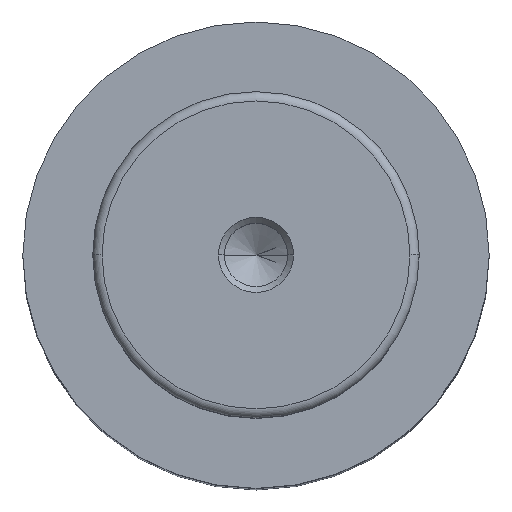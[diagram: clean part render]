
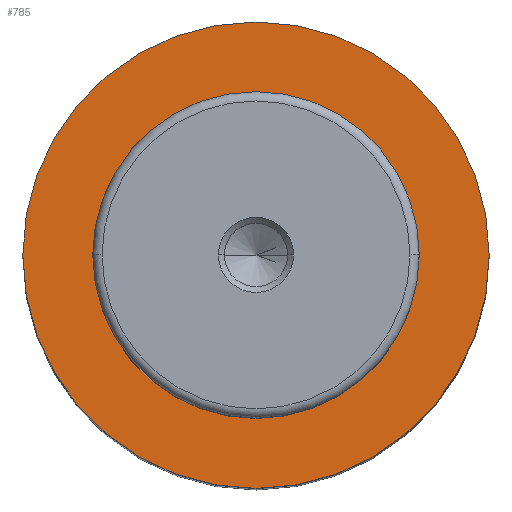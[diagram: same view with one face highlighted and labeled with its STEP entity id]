
A CAD part, top view. The second image highlights one B-rep face of the part: STEP entity #785.
In plain terms, the highlighted planar face has unit normal (0, 0, 1).
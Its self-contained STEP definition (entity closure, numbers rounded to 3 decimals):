
#71 = AXIS2_PLACEMENT_3D ( 'NONE', #133, #499, #771 ) ;
#82 = CARTESIAN_POINT ( 'NONE',  ( -25., 0., 97. ) ) ;
#125 = VERTEX_POINT ( 'NONE', #82 ) ;
#127 = DIRECTION ( 'NONE',  ( 0., 0., -1. ) ) ;
#133 = CARTESIAN_POINT ( 'NONE',  ( -17.5, 0., 97. ) ) ;
#162 = FACE_OUTER_BOUND ( 'NONE', #995, .T. ) ;
#167 = ORIENTED_EDGE ( 'NONE', *, *, #967, .T. ) ;
#199 = DIRECTION ( 'NONE',  ( 0., 0., -1. ) ) ;
#236 = EDGE_CURVE ( 'NONE', #125, #248, #872, .T. ) ;
#248 = VERTEX_POINT ( 'NONE', #828 ) ;
#270 = CIRCLE ( 'NONE', #389, 17.5 ) ;
#289 = FACE_BOUND ( 'NONE', #648, .T. ) ;
#312 = ORIENTED_EDGE ( 'NONE', *, *, #236, .F. ) ;
#325 = PLANE ( 'NONE',  #71 ) ;
#330 = DIRECTION ( 'NONE',  ( 0., 0., -1. ) ) ;
#389 = AXIS2_PLACEMENT_3D ( 'NONE', #1163, #330, #981 ) ;
#409 = DIRECTION ( 'NONE',  ( -1., 0., 0. ) ) ;
#416 = AXIS2_PLACEMENT_3D ( 'NONE', #622, #993, #1173 ) ;
#499 = DIRECTION ( 'NONE',  ( 0., 0., 1. ) ) ;
#573 = DIRECTION ( 'NONE',  ( -1., 0., 0. ) ) ;
#592 = CARTESIAN_POINT ( 'NONE',  ( 0., 0., 97. ) ) ;
#622 = CARTESIAN_POINT ( 'NONE',  ( 0., 0., 97. ) ) ;
#648 = EDGE_LOOP ( 'NONE', ( #167, #961 ) ) ;
#699 = CIRCLE ( 'NONE', #416, 25. ) ;
#734 = EDGE_CURVE ( 'NONE', #880, #1136, #1030, .T. ) ;
#751 = AXIS2_PLACEMENT_3D ( 'NONE', #1029, #199, #573 ) ;
#771 = DIRECTION ( 'NONE',  ( 1., 0., 0. ) ) ;
#785 = ADVANCED_FACE ( 'NONE', ( #289, #162 ), #325, .T. ) ;
#828 = CARTESIAN_POINT ( 'NONE',  ( 25., 0., 97. ) ) ;
#872 = CIRCLE ( 'NONE', #751, 25. ) ;
#880 = VERTEX_POINT ( 'NONE', #988 ) ;
#941 = EDGE_CURVE ( 'NONE', #248, #125, #699, .T. ) ;
#961 = ORIENTED_EDGE ( 'NONE', *, *, #734, .T. ) ;
#967 = EDGE_CURVE ( 'NONE', #1136, #880, #270, .T. ) ;
#968 = AXIS2_PLACEMENT_3D ( 'NONE', #592, #127, #409 ) ;
#981 = DIRECTION ( 'NONE',  ( -1., 0., 0. ) ) ;
#988 = CARTESIAN_POINT ( 'NONE',  ( 17.5, 0., 97. ) ) ;
#993 = DIRECTION ( 'NONE',  ( 0., 0., -1. ) ) ;
#995 = EDGE_LOOP ( 'NONE', ( #312, #1002 ) ) ;
#1002 = ORIENTED_EDGE ( 'NONE', *, *, #941, .F. ) ;
#1029 = CARTESIAN_POINT ( 'NONE',  ( 0., 0., 97. ) ) ;
#1030 = CIRCLE ( 'NONE', #968, 17.5 ) ;
#1042 = CARTESIAN_POINT ( 'NONE',  ( -17.5, 0., 97. ) ) ;
#1136 = VERTEX_POINT ( 'NONE', #1042 ) ;
#1163 = CARTESIAN_POINT ( 'NONE',  ( 0., 0., 97. ) ) ;
#1173 = DIRECTION ( 'NONE',  ( -1., 0., 0. ) ) ;
